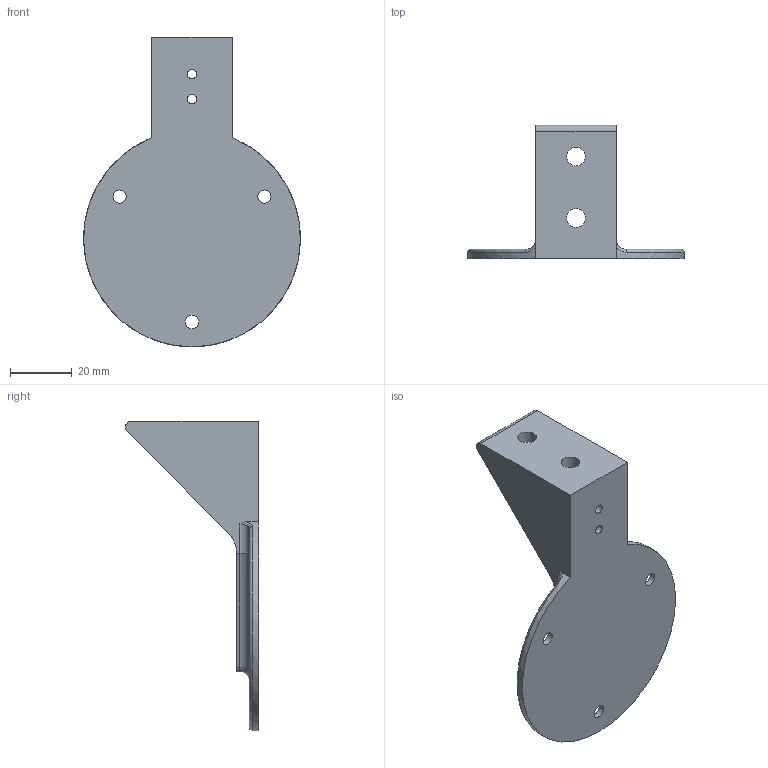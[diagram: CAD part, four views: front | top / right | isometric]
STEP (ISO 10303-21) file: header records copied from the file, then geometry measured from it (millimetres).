
FILE_DESCRIPTION(/* description */ (''),/* implementation_level */ '2;1');
FILE_NAME(/* name */ 'mini-lora-ws-bracket.step',/* time_stamp */ '2020-07-23T09:55:27+01:00',/* author */ (''),/* organization */ (''),/* preprocessor_version */ 'ST-DEVELOPER v18.1',/* originating_system */ 'Autodesk Translation Framework v9.3.0.1241',/* authorisation */ '');
FILE_SCHEMA (('AUTOMOTIVE_DESIGN { 1 0 10303 214 3 1 1 }'));
Length unit declared in the file: millimetre
Products named in the file (1): bracket
Bounding box: 69.99 x 42.96 x 100 mm (x, y, z)
Volume: 25929.3 mm3; surface area: 15707.3 mm2
Topology: 1 solids, 1 shells, 43 faces, 106 edges, 68 vertices
Faces by surface type: cylinder 21, plane 18, torus 2, bspline 2
Full cylindrical faces by diameter (mm): 3 x2, 4.3 x3, 6 x2, 7 x3
Entity records: 1415 total; most frequent: CARTESIAN_POINT 318, DIRECTION 222, ORIENTED_EDGE 212, EDGE_CURVE 106, AXIS2_PLACEMENT_3D 82, VERTEX_POINT 68, EDGE_LOOP 60, LINE 58
